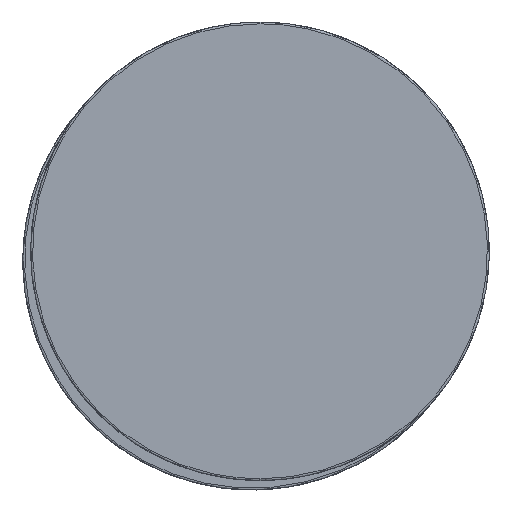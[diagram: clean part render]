
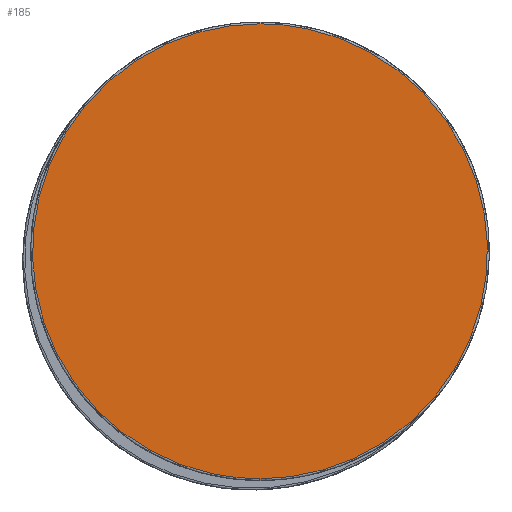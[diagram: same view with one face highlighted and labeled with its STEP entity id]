
A CAD part, front view. The second image highlights one B-rep face of the part: STEP entity #185.
In plain terms, the highlighted free-form (B-spline) face has degree [1, 1] with [2, 2] control points.
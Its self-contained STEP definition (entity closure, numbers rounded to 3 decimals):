
#76 = EDGE_CURVE('',#77,#79,#81,.T.);
#77 = VERTEX_POINT('',#78);
#78 = CARTESIAN_POINT('',(0.,0.,
    -301.385));
#79 = VERTEX_POINT('',#80);
#80 = CARTESIAN_POINT('',(0.,0.,301.385));
#81 = ( BOUNDED_CURVE() B_SPLINE_CURVE(2,(#82,#83,#84,#85,#86),
.UNSPECIFIED.,.F.,.F.) B_SPLINE_CURVE_WITH_KNOTS((3,2,3),(3.142,
4.712,6.283),.PIECEWISE_BEZIER_KNOTS.) CURVE() 
GEOMETRIC_REPRESENTATION_ITEM() RATIONAL_B_SPLINE_CURVE((1.,
0.707,1.,0.707,1.)) REPRESENTATION_ITEM('') );
#82 = CARTESIAN_POINT('',(0.,0.,
    -301.385));
#83 = CARTESIAN_POINT('',(301.385,0.,
    -301.385));
#84 = CARTESIAN_POINT('',(301.385,0.,
    0.));
#85 = CARTESIAN_POINT('',(301.385,0.,
    301.385));
#86 = CARTESIAN_POINT('',(0.,0.,
    301.385));
#185 = ADVANCED_FACE('',(#186),#197,.F.);
#186 = FACE_BOUND('',#187,.T.);
#187 = EDGE_LOOP('',(#188,#196));
#188 = ORIENTED_EDGE('',*,*,#189,.T.);
#189 = EDGE_CURVE('',#79,#77,#190,.T.);
#190 = ( BOUNDED_CURVE() B_SPLINE_CURVE(2,(#191,#192,#193,#194,#195),
.UNSPECIFIED.,.F.,.F.) B_SPLINE_CURVE_WITH_KNOTS((3,2,3),(0.,
1.571,3.142),.PIECEWISE_BEZIER_KNOTS.) CURVE() 
GEOMETRIC_REPRESENTATION_ITEM() RATIONAL_B_SPLINE_CURVE((1.,
0.707,1.,0.707,1.)) REPRESENTATION_ITEM('') );
#191 = CARTESIAN_POINT('',(0.,0.,301.385));
#192 = CARTESIAN_POINT('',(-301.385,0.,
    301.385));
#193 = CARTESIAN_POINT('',(-301.385,0.,
    0.));
#194 = CARTESIAN_POINT('',(-301.385,0.,
    -301.385));
#195 = CARTESIAN_POINT('',(0.,0.,
    -301.385));
#196 = ORIENTED_EDGE('',*,*,#76,.T.);
#197 = B_SPLINE_SURFACE_WITH_KNOTS('',1,1,(
    (#198,#199)
    ,(#200,#201
    )),.UNSPECIFIED.,.F.,.F.,.F.,(2,2),(2,2),(-248.,248.),(-248.,248.),
  .PIECEWISE_BEZIER_KNOTS.);
#198 = CARTESIAN_POINT('',(-301.385,0.,
    -301.385));
#199 = CARTESIAN_POINT('',(301.385,0.,
    -301.385));
#200 = CARTESIAN_POINT('',(-301.385,0.,
    301.385));
#201 = CARTESIAN_POINT('',(301.385,0.,
    301.385));
